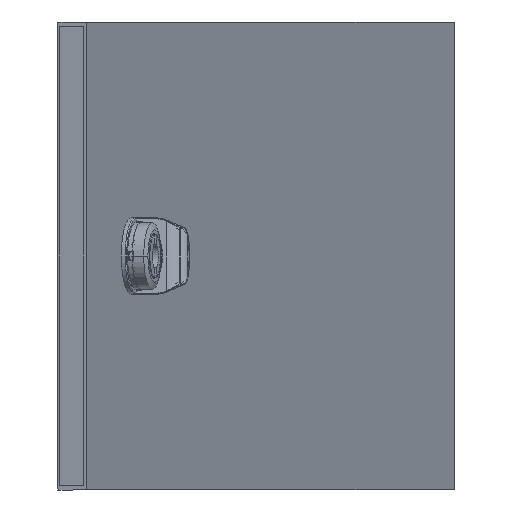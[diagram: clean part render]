
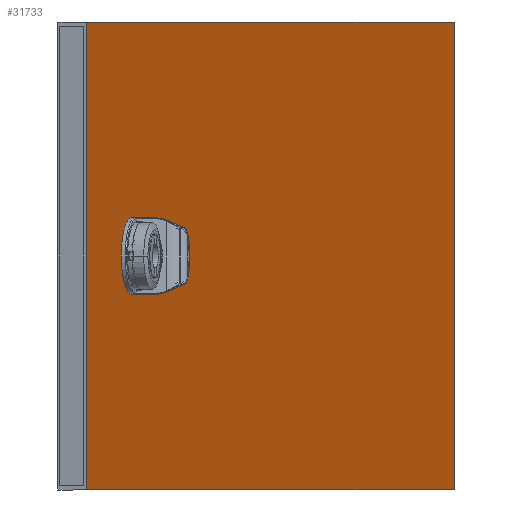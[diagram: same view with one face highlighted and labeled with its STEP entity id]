
A CAD part, front view. The second image highlights one B-rep face of the part: STEP entity #31733.
In plain terms, the highlighted planar face has unit normal (0.966, -0.259, 0).
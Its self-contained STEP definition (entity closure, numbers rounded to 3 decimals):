
#702 = LINE ( 'NONE', #23723, #28163 ) ;
#2336 = DIRECTION ( 'NONE',  ( 0., 0., -1. ) ) ;
#2363 = EDGE_CURVE ( 'NONE', #11724, #3866, #34959, .T. ) ;
#2475 = ORIENTED_EDGE ( 'NONE', *, *, #6411, .T. ) ;
#3160 = EDGE_CURVE ( 'NONE', #13624, #29660, #55693, .T. ) ;
#3471 = LINE ( 'NONE', #39482, #32329 ) ;
#3611 = CARTESIAN_POINT ( 'NONE',  ( -9.372, -28.362, 25. ) ) ;
#3866 = VERTEX_POINT ( 'NONE', #51378 ) ;
#3939 = VECTOR ( 'NONE', #10100, 1000. ) ;
#4028 = CARTESIAN_POINT ( 'NONE',  ( -141.504, -521.983, 25. ) ) ;
#5198 = CARTESIAN_POINT ( 'NONE',  ( -144.607, -533.575, 25. ) ) ;
#5592 = DIRECTION ( 'NONE',  ( 0.259, 0.966, 0. ) ) ;
#5632 = EDGE_CURVE ( 'NONE', #26310, #39235, #18958, .T. ) ;
#6411 = EDGE_CURVE ( 'NONE', #56546, #10324, #3471, .T. ) ;
#7181 = DIRECTION ( 'NONE',  ( 0., 0., -1. ) ) ;
#7369 = VECTOR ( 'NONE', #12000, 1000. ) ;
#7605 = DIRECTION ( 'NONE',  ( 0., 0., -1. ) ) ;
#10100 = DIRECTION ( 'NONE',  ( -0.259, -0.966, 0. ) ) ;
#10324 = VERTEX_POINT ( 'NONE', #15387 ) ;
#10353 = CARTESIAN_POINT ( 'NONE',  ( -140.211, -517.153, 10.543 ) ) ;
#11724 = VERTEX_POINT ( 'NONE', #40887 ) ;
#12000 = DIRECTION ( 'NONE',  ( -0.259, -0.966, 0. ) ) ;
#12080 = EDGE_CURVE ( 'NONE', #13624, #26310, #28771, .T. ) ;
#12195 = CIRCLE ( 'NONE', #44196, 16. ) ;
#13624 = VERTEX_POINT ( 'NONE', #15619 ) ;
#13934 = CARTESIAN_POINT ( 'NONE',  ( -144.607, -533.575, 9. ) ) ;
#15387 = CARTESIAN_POINT ( 'NONE',  ( -141.504, -521.983, 41. ) ) ;
#15582 = ORIENTED_EDGE ( 'NONE', *, *, #41850, .T. ) ;
#15619 = CARTESIAN_POINT ( 'NONE',  ( -140.401, -517.862, 9.579 ) ) ;
#16415 = LINE ( 'NONE', #56587, #7369 ) ;
#16750 = DIRECTION ( 'NONE',  ( 0.966, -0.259, 0. ) ) ;
#17880 = DIRECTION ( 'NONE',  ( -0.966, 0.259, 0. ) ) ;
#18816 = AXIS2_PLACEMENT_3D ( 'NONE', #41871, #44599, #5592 ) ;
#18865 = PLANE ( 'NONE',  #18816 ) ;
#18958 = LINE ( 'NONE', #54950, #3939 ) ;
#19294 = CARTESIAN_POINT ( 'NONE',  ( -141.504, -521.983, 25. ) ) ;
#20449 = EDGE_CURVE ( 'NONE', #41347, #48181, #702, .T. ) ;
#21447 = CIRCLE ( 'NONE', #32784, 16. ) ;
#21483 = CARTESIAN_POINT ( 'NONE',  ( -163.225, -603.127, -73. ) ) ;
#21617 = ORIENTED_EDGE ( 'NONE', *, *, #2363, .F. ) ;
#22025 = DIRECTION ( 'NONE',  ( 0.259, 0.966, 0. ) ) ;
#23423 = CARTESIAN_POINT ( 'NONE',  ( -140.211, -517.153, 41. ) ) ;
#23723 = CARTESIAN_POINT ( 'NONE',  ( -86.298, -315.744, 123. ) ) ;
#23881 = FACE_BOUND ( 'NONE', #35916, .T. ) ;
#24024 = DIRECTION ( 'NONE',  ( 0., 0., -1. ) ) ;
#24306 = VERTEX_POINT ( 'NONE', #45304 ) ;
#24603 = ORIENTED_EDGE ( 'NONE', *, *, #20449, .F. ) ;
#24767 = LINE ( 'NONE', #42754, #39135 ) ;
#26310 = VERTEX_POINT ( 'NONE', #29404 ) ;
#26446 = AXIS2_PLACEMENT_3D ( 'NONE', #39642, #43757, #52909 ) ;
#26750 = DIRECTION ( 'NONE',  ( 0., 0., -1. ) ) ;
#28160 = LINE ( 'NONE', #23423, #29093 ) ;
#28163 = VECTOR ( 'NONE', #36154, 1000. ) ;
#28633 = CARTESIAN_POINT ( 'NONE',  ( -140.47, -518.119, 39.457 ) ) ;
#28771 = CIRCLE ( 'NONE', #37286, 16. ) ;
#29093 = VECTOR ( 'NONE', #46417, 1000. ) ;
#29404 = CARTESIAN_POINT ( 'NONE',  ( -141.504, -521.983, 9. ) ) ;
#29660 = VERTEX_POINT ( 'NONE', #10353 ) ;
#31087 = FACE_OUTER_BOUND ( 'NONE', #32535, .T. ) ;
#31333 = ORIENTED_EDGE ( 'NONE', *, *, #40279, .F. ) ;
#31496 = EDGE_CURVE ( 'NONE', #48181, #24306, #34642, .T. ) ;
#31733 = ADVANCED_FACE ( 'NONE', ( #23881, #31087 ), #18865, .T. ) ;
#32329 = VECTOR ( 'NONE', #22025, 1000. ) ;
#32535 = EDGE_LOOP ( 'NONE', ( #51248, #31333, #50597, #24603 ) ) ;
#32784 = AXIS2_PLACEMENT_3D ( 'NONE', #5198, #17880, #26750 ) ;
#33059 = AXIS2_PLACEMENT_3D ( 'NONE', #28633, #16750, #2336 ) ;
#33288 = ORIENTED_EDGE ( 'NONE', *, *, #3160, .F. ) ;
#34642 = LINE ( 'NONE', #3611, #48004 ) ;
#34959 = CIRCLE ( 'NONE', #33059, 1. ) ;
#35916 = EDGE_LOOP ( 'NONE', ( #21617, #15582, #33288, #37088, #55571, #43476, #2475, #36460 ) ) ;
#36154 = DIRECTION ( 'NONE',  ( 0.259, 0.966, 0. ) ) ;
#36460 = ORIENTED_EDGE ( 'NONE', *, *, #37228, .T. ) ;
#37088 = ORIENTED_EDGE ( 'NONE', *, *, #12080, .T. ) ;
#37228 = EDGE_CURVE ( 'NONE', #10324, #3866, #12195, .T. ) ;
#37286 = AXIS2_PLACEMENT_3D ( 'NONE', #4028, #40025, #7605 ) ;
#37341 = DIRECTION ( 'NONE',  ( -0.966, 0.259, 0. ) ) ;
#38372 = DIRECTION ( 'NONE',  ( 0., 0., 1. ) ) ;
#38781 = CARTESIAN_POINT ( 'NONE',  ( -144.607, -533.575, 41. ) ) ;
#39135 = VECTOR ( 'NONE', #38372, 1000. ) ;
#39235 = VERTEX_POINT ( 'NONE', #13934 ) ;
#39482 = CARTESIAN_POINT ( 'NONE',  ( -148.744, -549.031, 41. ) ) ;
#39642 = CARTESIAN_POINT ( 'NONE',  ( -140.47, -518.119, 10.543 ) ) ;
#40025 = DIRECTION ( 'NONE',  ( -0.966, 0.259, 0. ) ) ;
#40279 = EDGE_CURVE ( 'NONE', #24306, #46807, #16415, .T. ) ;
#40887 = CARTESIAN_POINT ( 'NONE',  ( -140.211, -517.153, 39.457 ) ) ;
#41347 = VERTEX_POINT ( 'NONE', #49103 ) ;
#41850 = EDGE_CURVE ( 'NONE', #11724, #29660, #28160, .T. ) ;
#41871 = CARTESIAN_POINT ( 'NONE',  ( -86.298, -315.744, 25. ) ) ;
#42754 = CARTESIAN_POINT ( 'NONE',  ( -163.225, -603.127, 25. ) ) ;
#43476 = ORIENTED_EDGE ( 'NONE', *, *, #43700, .T. ) ;
#43700 = EDGE_CURVE ( 'NONE', #39235, #56546, #21447, .T. ) ;
#43757 = DIRECTION ( 'NONE',  ( 0.966, -0.259, 0. ) ) ;
#44196 = AXIS2_PLACEMENT_3D ( 'NONE', #19294, #37341, #24024 ) ;
#44408 = CARTESIAN_POINT ( 'NONE',  ( -9.372, -28.362, 123. ) ) ;
#44599 = DIRECTION ( 'NONE',  ( 0.966, -0.259, 0. ) ) ;
#45304 = CARTESIAN_POINT ( 'NONE',  ( -9.372, -28.362, -73. ) ) ;
#46417 = DIRECTION ( 'NONE',  ( 0., 0., -1. ) ) ;
#46807 = VERTEX_POINT ( 'NONE', #21483 ) ;
#47305 = EDGE_CURVE ( 'NONE', #46807, #41347, #24767, .T. ) ;
#48004 = VECTOR ( 'NONE', #7181, 1000. ) ;
#48181 = VERTEX_POINT ( 'NONE', #44408 ) ;
#49103 = CARTESIAN_POINT ( 'NONE',  ( -163.225, -603.127, 123. ) ) ;
#50597 = ORIENTED_EDGE ( 'NONE', *, *, #31496, .F. ) ;
#51248 = ORIENTED_EDGE ( 'NONE', *, *, #47305, .F. ) ;
#51378 = CARTESIAN_POINT ( 'NONE',  ( -140.401, -517.862, 40.421 ) ) ;
#52909 = DIRECTION ( 'NONE',  ( 0., 0., 1. ) ) ;
#54950 = CARTESIAN_POINT ( 'NONE',  ( -148.744, -549.031, 9. ) ) ;
#55571 = ORIENTED_EDGE ( 'NONE', *, *, #5632, .T. ) ;
#55693 = CIRCLE ( 'NONE', #26446, 1. ) ;
#56546 = VERTEX_POINT ( 'NONE', #38781 ) ;
#56587 = CARTESIAN_POINT ( 'NONE',  ( -86.298, -315.744, -73. ) ) ;
